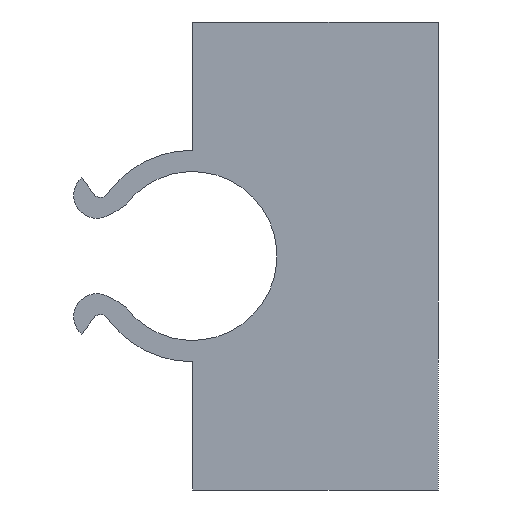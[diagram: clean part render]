
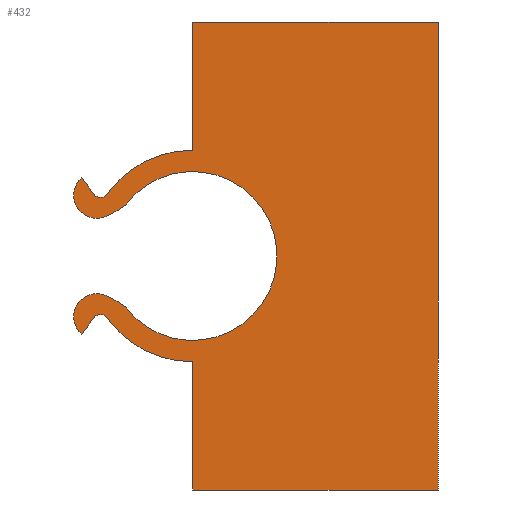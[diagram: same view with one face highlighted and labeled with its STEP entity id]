
A CAD part, front view. The second image highlights one B-rep face of the part: STEP entity #432.
In plain terms, the highlighted planar face has unit normal (0, -1, 0).
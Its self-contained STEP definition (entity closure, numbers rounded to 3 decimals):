
#29=PLANE('',#501);
#53=FACE_OUTER_BOUND('',#79,.T.);
#79=EDGE_LOOP('',(#380,#381,#382,#383,#384,#385,#386,#387,#388,#389,#390,
#391,#392,#393,#394,#395,#396,#397));
#84=LINE('',#656,#122);
#87=LINE('',#662,#125);
#90=LINE('',#668,#128);
#93=LINE('',#674,#131);
#96=LINE('',#680,#134);
#103=LINE('',#707,#141);
#108=LINE('',#723,#146);
#111=LINE('',#731,#149);
#115=LINE('',#741,#153);
#122=VECTOR('',#526,10.);
#125=VECTOR('',#531,10.);
#128=VECTOR('',#536,10.);
#131=VECTOR('',#541,10.);
#134=VECTOR('',#546,10.);
#141=VECTOR('',#573,10.);
#146=VECTOR('',#592,10.);
#149=VECTOR('',#597,10.);
#153=VECTOR('',#609,10.);
#161=CIRCLE('',#471,4.95);
#162=CIRCLE('',#473,4.95);
#165=CIRCLE('',#477,0.415);
#167=CIRCLE('',#481,1.086);
#169=CIRCLE('',#484,4.448);
#171=CIRCLE('',#489,0.415);
#173=CIRCLE('',#493,4.448);
#175=CIRCLE('',#496,1.086);
#176=CIRCLE('',#498,3.95);
#184=VERTEX_POINT('',#653);
#185=VERTEX_POINT('',#655);
#187=VERTEX_POINT('',#661);
#189=VERTEX_POINT('',#667);
#191=VERTEX_POINT('',#673);
#193=VERTEX_POINT('',#679);
#195=VERTEX_POINT('',#685);
#196=VERTEX_POINT('',#689);
#200=VERTEX_POINT('',#698);
#201=VERTEX_POINT('',#700);
#203=VERTEX_POINT('',#706);
#205=VERTEX_POINT('',#712);
#207=VERTEX_POINT('',#718);
#210=VERTEX_POINT('',#728);
#211=VERTEX_POINT('',#730);
#213=VERTEX_POINT('',#736);
#216=VERTEX_POINT('',#746);
#217=VERTEX_POINT('',#748);
#226=EDGE_CURVE('',#185,#184,#84,.T.);
#229=EDGE_CURVE('',#187,#185,#87,.T.);
#232=EDGE_CURVE('',#189,#187,#90,.T.);
#235=EDGE_CURVE('',#191,#189,#93,.T.);
#238=EDGE_CURVE('',#193,#191,#96,.T.);
#242=EDGE_CURVE('',#195,#184,#161,.T.);
#243=EDGE_CURVE('',#193,#196,#162,.T.);
#248=EDGE_CURVE('',#201,#200,#165,.T.);
#251=EDGE_CURVE('',#203,#201,#103,.T.);
#254=EDGE_CURVE('',#205,#203,#167,.T.);
#257=EDGE_CURVE('',#207,#205,#169,.T.);
#260=EDGE_CURVE('',#200,#196,#108,.T.);
#263=EDGE_CURVE('',#211,#210,#111,.T.);
#266=EDGE_CURVE('',#213,#211,#171,.T.);
#269=EDGE_CURVE('',#195,#213,#115,.T.);
#272=EDGE_CURVE('',#217,#216,#173,.T.);
#275=EDGE_CURVE('',#210,#217,#175,.T.);
#276=EDGE_CURVE('',#207,#216,#176,.T.);
#380=ORIENTED_EDGE('',*,*,#276,.F.);
#381=ORIENTED_EDGE('',*,*,#257,.T.);
#382=ORIENTED_EDGE('',*,*,#254,.T.);
#383=ORIENTED_EDGE('',*,*,#251,.T.);
#384=ORIENTED_EDGE('',*,*,#248,.T.);
#385=ORIENTED_EDGE('',*,*,#260,.T.);
#386=ORIENTED_EDGE('',*,*,#243,.F.);
#387=ORIENTED_EDGE('',*,*,#238,.T.);
#388=ORIENTED_EDGE('',*,*,#235,.T.);
#389=ORIENTED_EDGE('',*,*,#232,.T.);
#390=ORIENTED_EDGE('',*,*,#229,.T.);
#391=ORIENTED_EDGE('',*,*,#226,.T.);
#392=ORIENTED_EDGE('',*,*,#242,.F.);
#393=ORIENTED_EDGE('',*,*,#269,.T.);
#394=ORIENTED_EDGE('',*,*,#266,.T.);
#395=ORIENTED_EDGE('',*,*,#263,.T.);
#396=ORIENTED_EDGE('',*,*,#275,.T.);
#397=ORIENTED_EDGE('',*,*,#272,.T.);
#432=ADVANCED_FACE('',(#53),#29,.F.);
#471=AXIS2_PLACEMENT_3D('',#687,#553,#554);
#473=AXIS2_PLACEMENT_3D('',#690,#557,#558);
#477=AXIS2_PLACEMENT_3D('',#701,#567,#568);
#481=AXIS2_PLACEMENT_3D('',#713,#579,#580);
#484=AXIS2_PLACEMENT_3D('',#719,#586,#587);
#489=AXIS2_PLACEMENT_3D('',#737,#603,#604);
#493=AXIS2_PLACEMENT_3D('',#749,#615,#616);
#496=AXIS2_PLACEMENT_3D('',#753,#622,#623);
#498=AXIS2_PLACEMENT_3D('',#755,#626,#627);
#501=AXIS2_PLACEMENT_3D('',#758,#632,#633);
#526=DIRECTION('',(0.,0.,-1.));
#531=DIRECTION('',(-1.,0.,0.));
#536=DIRECTION('',(0.,0.,1.));
#541=DIRECTION('',(1.,0.,0.));
#546=DIRECTION('',(0.,0.,-1.));
#553=DIRECTION('center_axis',(0.,1.,0.));
#554=DIRECTION('ref_axis',(-1.,0.,0.));
#557=DIRECTION('center_axis',(0.,1.,0.));
#558=DIRECTION('ref_axis',(-1.,0.,0.));
#567=DIRECTION('center_axis',(0.,1.,0.));
#568=DIRECTION('ref_axis',(0.508,0.,-0.861));
#573=DIRECTION('',(0.618,0.,0.786));
#579=DIRECTION('center_axis',(0.,-1.,0.));
#580=DIRECTION('ref_axis',(-0.665,0.,-0.746));
#586=DIRECTION('center_axis',(0.,-1.,0.));
#587=DIRECTION('ref_axis',(0.407,0.,0.914));
#592=DIRECTION('',(0.097,0.,-0.995));
#597=DIRECTION('',(-0.618,0.,0.786));
#603=DIRECTION('center_axis',(0.,1.,0.));
#604=DIRECTION('ref_axis',(-0.888,0.,0.459));
#609=DIRECTION('',(-0.097,0.,-0.995));
#615=DIRECTION('center_axis',(0.,-1.,0.));
#616=DIRECTION('ref_axis',(0.607,0.,-0.794));
#622=DIRECTION('center_axis',(0.,-1.,0.));
#623=DIRECTION('ref_axis',(0.4,0.,-0.917));
#626=DIRECTION('center_axis',(0.,-1.,0.));
#627=DIRECTION('ref_axis',(1.,0.,0.));
#632=DIRECTION('center_axis',(0.,1.,0.));
#633=DIRECTION('ref_axis',(0.,0.,1.));
#653=CARTESIAN_POINT('',(0.,0.,4.95));
#655=CARTESIAN_POINT('',(0.,0.,10.95));
#656=CARTESIAN_POINT('',(0.,0.,4.95));
#661=CARTESIAN_POINT('',(11.5,0.,10.95));
#662=CARTESIAN_POINT('',(0.,0.,10.95));
#667=CARTESIAN_POINT('',(11.5,0.,-10.95));
#668=CARTESIAN_POINT('',(11.5,0.,10.95));
#673=CARTESIAN_POINT('',(0.,0.,-10.95));
#674=CARTESIAN_POINT('',(11.5,0.,-10.95));
#679=CARTESIAN_POINT('',(0.,0.,-4.95));
#680=CARTESIAN_POINT('',(0.,0.,-10.95));
#685=CARTESIAN_POINT('',(-3.95,0.,2.983));
#687=CARTESIAN_POINT('Origin',(0.,0.,0.));
#689=CARTESIAN_POINT('',(-3.95,0.,-2.983));
#690=CARTESIAN_POINT('Origin',(0.,0.,0.));
#698=CARTESIAN_POINT('',(-3.951,0.,-2.969));
#700=CARTESIAN_POINT('',(-4.53,0.,-2.802));
#701=CARTESIAN_POINT('Origin',(-4.32,0.,-3.159));
#706=CARTESIAN_POINT('',(-5.202,0.,-3.656));
#707=CARTESIAN_POINT('',(-4.53,0.,-2.802));
#712=CARTESIAN_POINT('',(-4.045,0.,-1.851));
#713=CARTESIAN_POINT('Origin',(-4.479,0.,-2.846));
#718=CARTESIAN_POINT('',(-3.152,0.,-2.381));
#719=CARTESIAN_POINT('Origin',(-5.853,0.,-5.915));
#723=CARTESIAN_POINT('',(-3.95,0.,-2.983));
#728=CARTESIAN_POINT('',(-5.202,0.,3.656));
#730=CARTESIAN_POINT('',(-4.53,0.,2.802));
#731=CARTESIAN_POINT('',(-5.202,0.,3.656));
#736=CARTESIAN_POINT('',(-3.951,0.,2.969));
#737=CARTESIAN_POINT('Origin',(-4.32,0.,3.159));
#741=CARTESIAN_POINT('',(-3.951,0.,2.969));
#746=CARTESIAN_POINT('',(-3.152,0.,2.381));
#748=CARTESIAN_POINT('',(-4.045,0.,1.851));
#749=CARTESIAN_POINT('Origin',(-5.853,0.,5.915));
#753=CARTESIAN_POINT('Origin',(-4.479,0.,2.846));
#755=CARTESIAN_POINT('Origin',(0.,0.,0.));
#758=CARTESIAN_POINT('Origin',(0.5,0.,0.));
